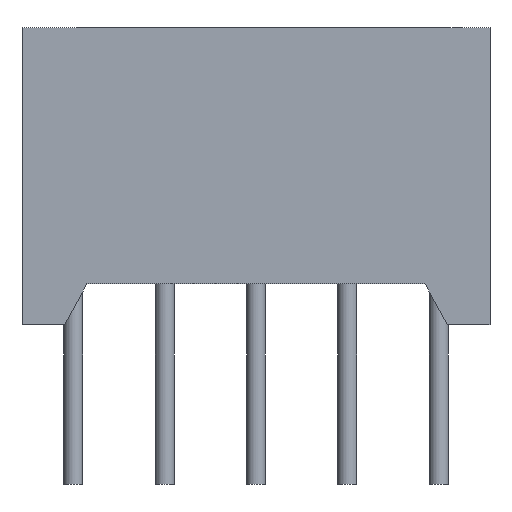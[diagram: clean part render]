
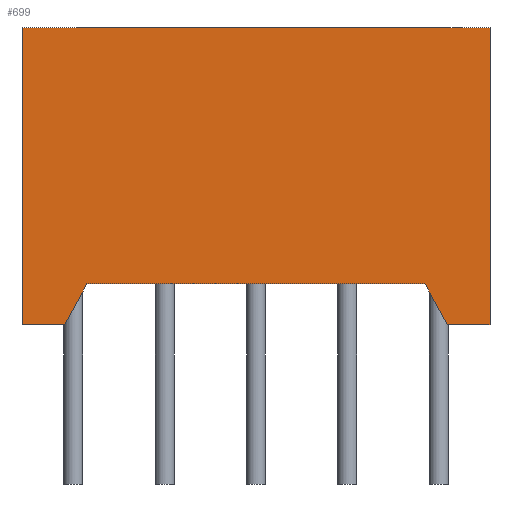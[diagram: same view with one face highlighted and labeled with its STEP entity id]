
A CAD part, front view. The second image highlights one B-rep face of the part: STEP entity #699.
In plain terms, the highlighted planar face has unit normal (0, -1, 0).
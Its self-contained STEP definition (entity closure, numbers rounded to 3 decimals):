
#699 = ADVANCED_FACE( '', ( #1531 ), #1532, .F. );
#1531 = FACE_OUTER_BOUND( '', #2539, .T. );
#1532 = PLANE( '', #2540 );
#2539 = EDGE_LOOP( '', ( #4530, #4531, #4532, #4533, #4534, #4535, #4536, #4537 ) );
#2540 = AXIS2_PLACEMENT_3D( '', #4538, #4539, #4540 );
#4530 = ORIENTED_EDGE( '', *, *, #6496, .F. );
#4531 = ORIENTED_EDGE( '', *, *, #6030, .F. );
#4532 = ORIENTED_EDGE( '', *, *, #6497, .T. );
#4533 = ORIENTED_EDGE( '', *, *, #6498, .F. );
#4534 = ORIENTED_EDGE( '', *, *, #6499, .F. );
#4535 = ORIENTED_EDGE( '', *, *, #6464, .T. );
#4536 = ORIENTED_EDGE( '', *, *, #6500, .T. );
#4537 = ORIENTED_EDGE( '', *, *, #6100, .F. );
#4538 = CARTESIAN_POINT( '', ( -6.3, -9.5, 12.3 ) );
#4539 = DIRECTION( '', ( 0., 1., 0. ) );
#4540 = DIRECTION( '', ( -1., 0., 0. ) );
#6030 = EDGE_CURVE( '', #7157, #7159, #7160, .T. );
#6100 = EDGE_CURVE( '', #7268, #7270, #7271, .T. );
#6464 = EDGE_CURVE( '', #7822, #7820, #7823, .T. );
#6496 = EDGE_CURVE( '', #7159, #7268, #7871, .T. );
#6497 = EDGE_CURVE( '', #7157, #7872, #7873, .T. );
#6498 = EDGE_CURVE( '', #7874, #7872, #7875, .T. );
#6499 = EDGE_CURVE( '', #7822, #7874, #7876, .T. );
#6500 = EDGE_CURVE( '', #7820, #7270, #7877, .T. );
#7157 = VERTEX_POINT( '', #8853 );
#7159 = VERTEX_POINT( '', #8856 );
#7160 = LINE( '', #8857, #8858 );
#7268 = VERTEX_POINT( '', #9040 );
#7270 = VERTEX_POINT( '', #9043 );
#7271 = LINE( '', #9044, #9045 );
#7820 = VERTEX_POINT( '', #10207 );
#7822 = VERTEX_POINT( '', #10210 );
#7823 = LINE( '', #10211, #10212 );
#7871 = LINE( '', #10325, #10326 );
#7872 = VERTEX_POINT( '', #10327 );
#7873 = LINE( '', #10328, #10329 );
#7874 = VERTEX_POINT( '', #10330 );
#7875 = LINE( '', #10331, #10332 );
#7876 = LINE( '', #10333, #10334 );
#7877 = LINE( '', #10335, #10336 );
#8853 = CARTESIAN_POINT( '', ( 5.15, -9.5, 4.3 ) );
#8856 = CARTESIAN_POINT( '', ( 4.55, -9.5, 5.4 ) );
#8857 = CARTESIAN_POINT( '', ( 4.55, -9.5, 5.4 ) );
#8858 = VECTOR( '', #11214, 1000. );
#9040 = CARTESIAN_POINT( '', ( -4.55, -9.5, 5.4 ) );
#9043 = CARTESIAN_POINT( '', ( -5.15, -9.5, 4.3 ) );
#9044 = CARTESIAN_POINT( '', ( -4.55, -9.5, 5.4 ) );
#9045 = VECTOR( '', #11272, 1000. );
#10207 = CARTESIAN_POINT( '', ( -6.3, -9.5, 4.3 ) );
#10210 = CARTESIAN_POINT( '', ( -6.3, -9.5, 12.3 ) );
#10211 = CARTESIAN_POINT( '', ( -6.3, -9.5, 12.3 ) );
#10212 = VECTOR( '', #11498, 1000. );
#10325 = CARTESIAN_POINT( '', ( -4.55, -9.5, 5.4 ) );
#10326 = VECTOR( '', #11514, 1000. );
#10327 = CARTESIAN_POINT( '', ( 6.3, -9.5, 4.3 ) );
#10328 = CARTESIAN_POINT( '', ( -6.3, -9.5, 4.3 ) );
#10329 = VECTOR( '', #11515, 1000. );
#10330 = CARTESIAN_POINT( '', ( 6.3, -9.5, 12.3 ) );
#10331 = CARTESIAN_POINT( '', ( 6.3, -9.5, 12.3 ) );
#10332 = VECTOR( '', #11516, 1000. );
#10333 = CARTESIAN_POINT( '', ( -6.3, -9.5, 12.3 ) );
#10334 = VECTOR( '', #11517, 1000. );
#10335 = CARTESIAN_POINT( '', ( -6.3, -9.5, 4.3 ) );
#10336 = VECTOR( '', #11518, 1000. );
#11214 = DIRECTION( '', ( -0.479, 0., 0.878 ) );
#11272 = DIRECTION( '', ( -0.479, 0., -0.878 ) );
#11498 = DIRECTION( '', ( 0., 0., -1. ) );
#11514 = DIRECTION( '', ( -1., 0., 0. ) );
#11515 = DIRECTION( '', ( 1., 0., 0. ) );
#11516 = DIRECTION( '', ( 0., 0., -1. ) );
#11517 = DIRECTION( '', ( 1., 0., 0. ) );
#11518 = DIRECTION( '', ( 1., 0., 0. ) );
